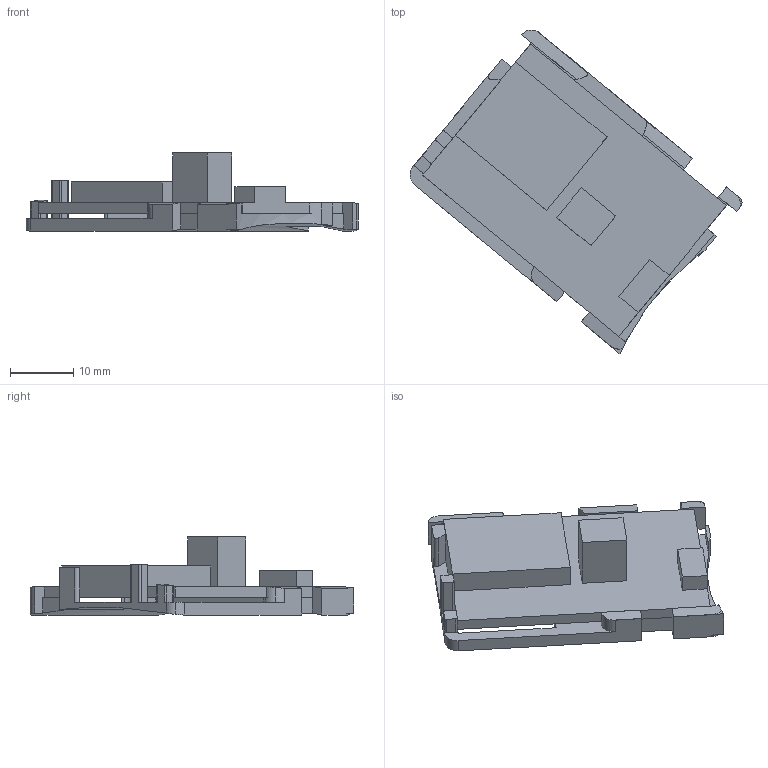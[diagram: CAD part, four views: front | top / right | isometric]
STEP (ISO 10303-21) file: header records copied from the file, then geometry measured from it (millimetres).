
FILE_DESCRIPTION (( 'STEP AP214' ), '1' );
FILE_NAME ('Bottom Enclosure.STEP', '2016-10-25T02:08:17', ( '' ), ( '' ), 'SwSTEP 2.0', 'SolidWorks 2016', '' );
FILE_SCHEMA (( 'AUTOMOTIVE_DESIGN' ));
Length unit declared in the file: millimetre
Products named in the file (1): Bottom Enclosure
Bounding box: 52.3 x 51.03 x 12.3 mm (x, y, z)
Volume: 5069.2 mm3; surface area: 5911.6 mm2
Topology: 2 solids, 2 shells, 118 faces, 333 edges, 219 vertices
Faces by surface type: plane 78, cylinder 32, bspline 8
Entity records: 3952 total; most frequent: CARTESIAN_POINT 933, ORIENTED_EDGE 666, DIRECTION 553, EDGE_CURVE 333, LINE 233, VECTOR 233, VERTEX_POINT 219, AXIS2_PLACEMENT_3D 160
